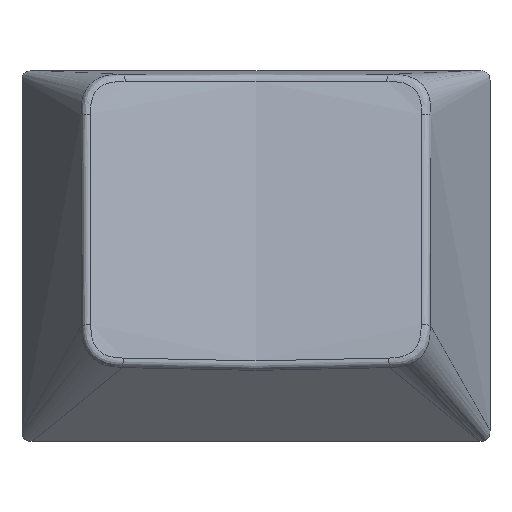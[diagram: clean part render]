
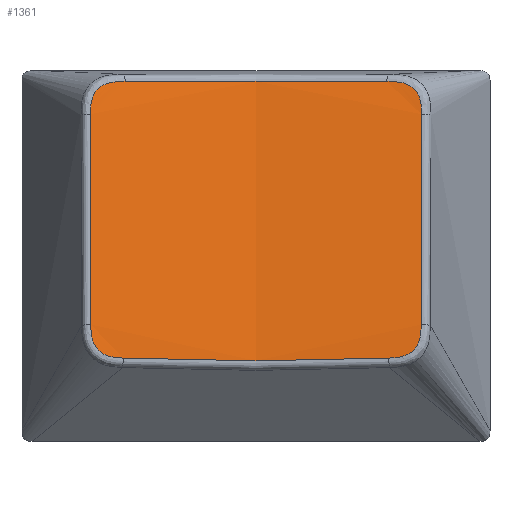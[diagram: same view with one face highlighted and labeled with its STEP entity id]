
A CAD part, top view. The second image highlights one B-rep face of the part: STEP entity #1361.
In plain terms, the highlighted free-form (B-spline) face has degree [2, 1] with [9, 2] control points.
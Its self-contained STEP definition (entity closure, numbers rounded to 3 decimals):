
#1361 = ADVANCED_FACE('',(#1362),#1465,.F.);
#1362 = FACE_BOUND('',#1363,.F.);
#1363 = EDGE_LOOP('',(#1364,#1376,#1392,#1401,#1416,#1426,#1442,#1451));
#1364 = ORIENTED_EDGE('',*,*,#1365,.T.);
#1365 = EDGE_CURVE('',#1366,#1368,#1370,.T.);
#1366 = VERTEX_POINT('',#1367);
#1367 = CARTESIAN_POINT('',(-6.394,8.514,5.878));
#1368 = VERTEX_POINT('',#1369);
#1369 = CARTESIAN_POINT('',(6.396,8.514,5.878));
#1370 = B_SPLINE_CURVE_WITH_KNOTS('',3,(#1371,#1372,#1373,#1374,#1375),
  .UNSPECIFIED.,.F.,.F.,(4,1,4),(-0.218,6.23,12.678),
  .UNSPECIFIED.);
#1371 = CARTESIAN_POINT('',(-6.394,8.514,5.878));
#1372 = CARTESIAN_POINT('',(-4.27,8.522,5.661));
#1373 = CARTESIAN_POINT('',(0.001,8.53,5.443));
#1374 = CARTESIAN_POINT('',(4.272,8.522,5.661));
#1375 = CARTESIAN_POINT('',(6.396,8.514,5.878));
#1376 = ORIENTED_EDGE('',*,*,#1377,.T.);
#1377 = EDGE_CURVE('',#1368,#1378,#1380,.T.);
#1378 = VERTEX_POINT('',#1379);
#1379 = CARTESIAN_POINT('',(8.086,6.908,6.388));
#1380 = B_SPLINE_CURVE_WITH_KNOTS('',3,(#1381,#1382,#1383,#1384,#1385,
    #1386,#1387,#1388,#1389,#1390,#1391),.UNSPECIFIED.,.F.,.F.,(4,1,1,1,
    1,1,1,1,4),(0.218,0.649,1.028,1.362,
    1.667,1.965,2.281,2.632,3.027),
  .UNSPECIFIED.);
#1381 = CARTESIAN_POINT('',(6.396,8.514,5.878));
#1382 = CARTESIAN_POINT('',(6.538,8.514,5.893));
#1383 = CARTESIAN_POINT('',(6.805,8.509,5.922));
#1384 = CARTESIAN_POINT('',(7.177,8.454,5.974));
#1385 = CARTESIAN_POINT('',(7.489,8.338,6.033));
#1386 = CARTESIAN_POINT('',(7.737,8.158,6.099));
#1387 = CARTESIAN_POINT('',(7.919,7.918,6.169));
#1388 = CARTESIAN_POINT('',(8.032,7.624,6.241));
#1389 = CARTESIAN_POINT('',(8.083,7.281,6.315));
#1390 = CARTESIAN_POINT('',(8.086,7.037,6.363));
#1391 = CARTESIAN_POINT('',(8.086,6.908,6.388));
#1392 = ORIENTED_EDGE('',*,*,#1393,.F.);
#1393 = EDGE_CURVE('',#1394,#1378,#1396,.T.);
#1394 = VERTEX_POINT('',#1395);
#1395 = CARTESIAN_POINT('',(8.071,-3.365,8.404));
#1396 = B_SPLINE_CURVE_WITH_KNOTS('',3,(#1397,#1398,#1399,#1400),
  .UNSPECIFIED.,.F.,.F.,(4,4),(-0.123,10.346),
  .PIECEWISE_BEZIER_KNOTS.);
#1397 = CARTESIAN_POINT('',(8.071,-3.365,8.404));
#1398 = CARTESIAN_POINT('',(8.075,0.059,7.732)
  );
#1399 = CARTESIAN_POINT('',(8.08,3.484,7.06));
#1400 = CARTESIAN_POINT('',(8.086,6.908,6.388));
#1401 = ORIENTED_EDGE('',*,*,#1402,.T.);
#1402 = EDGE_CURVE('',#1394,#1403,#1405,.T.);
#1403 = VERTEX_POINT('',#1404);
#1404 = CARTESIAN_POINT('',(6.487,-5.005,8.543));
#1405 = B_SPLINE_CURVE_WITH_KNOTS('',3,(#1406,#1407,#1408,#1409,#1410,
    #1411,#1412,#1413,#1414,#1415),.UNSPECIFIED.,.F.,.F.,(4,1,1,1,1,1,1,
    4),(0.123,0.851,1.164,1.459,1.754,
    2.068,2.415,2.8),.UNSPECIFIED.);
#1406 = CARTESIAN_POINT('',(8.071,-3.365,8.404));
#1407 = CARTESIAN_POINT('',(8.071,-3.602,8.45));
#1408 = CARTESIAN_POINT('',(8.062,-3.948,8.517));
#1409 = CARTESIAN_POINT('',(7.904,-4.363,8.578));
#1410 = CARTESIAN_POINT('',(7.727,-4.607,8.604));
#1411 = CARTESIAN_POINT('',(7.489,-4.795,8.612));
#1412 = CARTESIAN_POINT('',(7.196,-4.921,8.603));
#1413 = CARTESIAN_POINT('',(6.856,-4.987,8.578));
#1414 = CARTESIAN_POINT('',(6.615,-5.,8.555));
#1415 = CARTESIAN_POINT('',(6.487,-5.005,8.543));
#1416 = ORIENTED_EDGE('',*,*,#1417,.T.);
#1417 = EDGE_CURVE('',#1403,#1418,#1420,.T.);
#1418 = VERTEX_POINT('',#1419);
#1419 = CARTESIAN_POINT('',(-6.486,-5.005,8.543));
#1420 = B_SPLINE_CURVE_WITH_KNOTS('',3,(#1421,#1422,#1423,#1424,#1425),
  .UNSPECIFIED.,.F.,.F.,(4,1,4),(-0.124,6.416,12.956),
  .UNSPECIFIED.);
#1421 = CARTESIAN_POINT('',(6.487,-5.005,8.543));
#1422 = CARTESIAN_POINT('',(4.333,-5.094,8.338));
#1423 = CARTESIAN_POINT('',(0.001,-5.182,8.133)
  );
#1424 = CARTESIAN_POINT('',(-4.331,-5.094,8.338));
#1425 = CARTESIAN_POINT('',(-6.486,-5.005,8.543));
#1426 = ORIENTED_EDGE('',*,*,#1427,.T.);
#1427 = EDGE_CURVE('',#1418,#1428,#1430,.T.);
#1428 = VERTEX_POINT('',#1429);
#1429 = CARTESIAN_POINT('',(-8.069,-3.365,8.404));
#1430 = B_SPLINE_CURVE_WITH_KNOTS('',3,(#1431,#1432,#1433,#1434,#1435,
    #1436,#1437,#1438,#1439,#1440,#1441),.UNSPECIFIED.,.F.,.F.,(4,1,1,1,
    1,1,1,1,4),(0.124,0.51,0.856,1.171,
    1.466,1.761,2.074,2.419,2.801),
  .UNSPECIFIED.);
#1431 = CARTESIAN_POINT('',(-6.486,-5.005,8.543));
#1432 = CARTESIAN_POINT('',(-6.613,-5.,8.555));
#1433 = CARTESIAN_POINT('',(-6.854,-4.987,8.578));
#1434 = CARTESIAN_POINT('',(-7.194,-4.921,8.603));
#1435 = CARTESIAN_POINT('',(-7.487,-4.795,8.612));
#1436 = CARTESIAN_POINT('',(-7.725,-4.607,8.604));
#1437 = CARTESIAN_POINT('',(-7.902,-4.363,8.578));
#1438 = CARTESIAN_POINT('',(-8.015,-4.067,8.535));
#1439 = CARTESIAN_POINT('',(-8.066,-3.728,8.475));
#1440 = CARTESIAN_POINT('',(-8.069,-3.49,8.428));
#1441 = CARTESIAN_POINT('',(-8.069,-3.365,8.404));
#1442 = ORIENTED_EDGE('',*,*,#1443,.F.);
#1443 = EDGE_CURVE('',#1444,#1428,#1446,.T.);
#1444 = VERTEX_POINT('',#1445);
#1445 = CARTESIAN_POINT('',(-8.084,6.908,6.388));
#1446 = B_SPLINE_CURVE_WITH_KNOTS('',3,(#1447,#1448,#1449,#1450),
  .UNSPECIFIED.,.F.,.F.,(4,4),(-0.15,10.318),
  .PIECEWISE_BEZIER_KNOTS.);
#1447 = CARTESIAN_POINT('',(-8.084,6.908,6.388));
#1448 = CARTESIAN_POINT('',(-8.078,3.484,7.06));
#1449 = CARTESIAN_POINT('',(-8.073,0.059,7.732));
#1450 = CARTESIAN_POINT('',(-8.069,-3.365,8.404));
#1451 = ORIENTED_EDGE('',*,*,#1452,.T.);
#1452 = EDGE_CURVE('',#1444,#1366,#1453,.T.);
#1453 = B_SPLINE_CURVE_WITH_KNOTS('',3,(#1454,#1455,#1456,#1457,#1458,
    #1459,#1460,#1461,#1462,#1463,#1464),.UNSPECIFIED.,.F.,.F.,(4,1,1,1,
    1,1,1,1,4),(0.15,0.545,0.896,1.211,
    1.509,1.814,2.148,2.528,2.959),
  .UNSPECIFIED.);
#1454 = CARTESIAN_POINT('',(-8.084,6.908,6.388));
#1455 = CARTESIAN_POINT('',(-8.084,7.037,6.363));
#1456 = CARTESIAN_POINT('',(-8.081,7.281,6.315));
#1457 = CARTESIAN_POINT('',(-8.03,7.624,6.241));
#1458 = CARTESIAN_POINT('',(-7.917,7.918,6.169));
#1459 = CARTESIAN_POINT('',(-7.735,8.158,6.099));
#1460 = CARTESIAN_POINT('',(-7.488,8.338,6.033));
#1461 = CARTESIAN_POINT('',(-7.175,8.454,5.974));
#1462 = CARTESIAN_POINT('',(-6.803,8.509,5.922));
#1463 = CARTESIAN_POINT('',(-6.536,8.514,5.893));
#1464 = CARTESIAN_POINT('',(-6.394,8.514,5.878));
#1465 = ( BOUNDED_SURFACE() B_SPLINE_SURFACE(2,1,(
    (#1466,#1467)
    ,(#1468,#1469)
    ,(#1470,#1471)
    ,(#1472,#1473)
    ,(#1474,#1475)
    ,(#1476,#1477)
    ,(#1478,#1479)
    ,(#1480,#1481)
    ,(#1482,#1483
)),.UNSPECIFIED.,.T.,.F.,.F.) B_SPLINE_SURFACE_WITH_KNOTS((1,2,2,2,2,2,1
    ),(2,2),(-101.341,0.,101.341,202.683,304.024
    ,405.366,506.707),(0.,187.091),.UNSPECIFIED.) 
GEOMETRIC_REPRESENTATION_ITEM() RATIONAL_B_SPLINE_SURFACE((
    (1.,1.)
    ,(0.707,0.707)
    ,(1.,1.)
    ,(0.707,0.707)
    ,(1.,1.)
    ,(0.707,0.707)
    ,(1.,1.)
    ,(0.707,0.707)
,(1.,1.))) REPRESENTATION_ITEM('') SURFACE() );
#1466 = CARTESIAN_POINT('',(39.288,-63.201,33.233));
#1467 = CARTESIAN_POINT('',(39.288,120.384,-2.817));
#1468 = CARTESIAN_POINT('',(-11.887,-70.771,-5.317));
#1469 = CARTESIAN_POINT('',(-11.887,112.814,-41.368));
#1470 = CARTESIAN_POINT('',(-51.174,-60.911,44.899));
#1471 = CARTESIAN_POINT('',(-51.174,122.674,8.848));
#1472 = CARTESIAN_POINT('',(-90.461,-51.05,95.114));
#1473 = CARTESIAN_POINT('',(-90.461,132.535,59.064));
#1474 = CARTESIAN_POINT('',(-39.286,-43.48,133.665));
#1475 = CARTESIAN_POINT('',(-39.286,140.105,97.615));
#1476 = CARTESIAN_POINT('',(11.889,-35.91,172.215));
#1477 = CARTESIAN_POINT('',(11.889,147.675,136.165));
#1478 = CARTESIAN_POINT('',(51.176,-45.771,121.999));
#1479 = CARTESIAN_POINT('',(51.176,137.815,85.949));
#1480 = CARTESIAN_POINT('',(90.462,-55.631,71.784));
#1481 = CARTESIAN_POINT('',(90.462,127.954,35.733));
#1482 = CARTESIAN_POINT('',(39.288,-63.201,33.233));
#1483 = CARTESIAN_POINT('',(39.288,120.384,-2.817));
